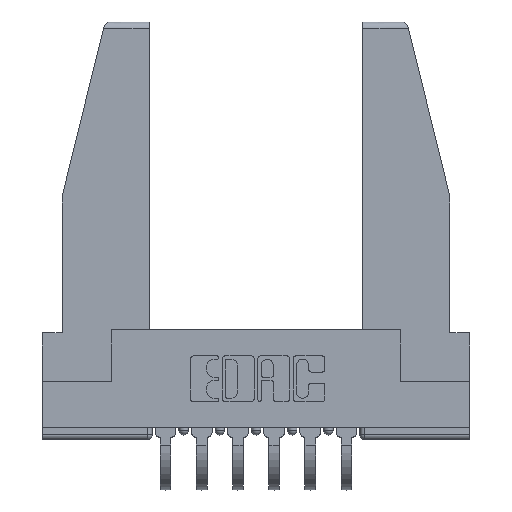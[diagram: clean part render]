
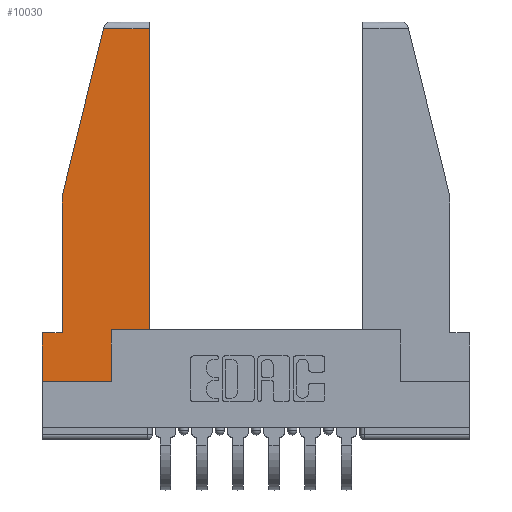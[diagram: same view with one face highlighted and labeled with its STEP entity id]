
A CAD part, top view. The second image highlights one B-rep face of the part: STEP entity #10030.
In plain terms, the highlighted planar face has unit normal (0, 0, 1).
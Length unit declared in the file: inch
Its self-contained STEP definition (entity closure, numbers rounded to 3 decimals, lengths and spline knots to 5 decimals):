
#123 = CARTESIAN_POINT ( 'NONE',  ( 0.461, 0.223, 0. ) ) ;
#161 = LINE ( 'NONE', #8598, #6824 ) ;
#165 = DIRECTION ( 'NONE',  ( -1., 0., 0. ) ) ;
#171 = DIRECTION ( 'NONE',  ( 1., 0., 0. ) ) ;
#249 = DIRECTION ( 'NONE',  ( -1., 0., 0. ) ) ;
#296 = VECTOR ( 'NONE', #249, 39.37008 ) ;
#373 = CARTESIAN_POINT ( 'NONE',  ( 0.086, 0.8, 0. ) ) ;
#513 = LINE ( 'NONE', #373, #4411 ) ;
#523 = EDGE_CURVE ( 'NONE', #10035, #5237, #3239, .T. ) ;
#578 = LINE ( 'NONE', #13107, #9030 ) ;
#971 = EDGE_CURVE ( 'NONE', #11186, #12122, #2122, .T. ) ;
#1310 = DIRECTION ( 'NONE',  ( 0., -1., 0. ) ) ;
#1349 = FACE_OUTER_BOUND ( 'NONE', #9385, .T. ) ;
#1550 = ORIENTED_EDGE ( 'NONE', *, *, #1768, .T. ) ;
#1741 = DIRECTION ( 'NONE',  ( 0., 1., 0. ) ) ;
#1768 = EDGE_CURVE ( 'NONE', #12122, #6055, #12935, .T. ) ;
#2122 = LINE ( 'NONE', #2188, #296 ) ;
#2188 = CARTESIAN_POINT ( 'NONE',  ( 0., 0.21, 0. ) ) ;
#2197 = ORIENTED_EDGE ( 'NONE', *, *, #8784, .T. ) ;
#2335 = CARTESIAN_POINT ( 'NONE',  ( 0., 0.21, 0. ) ) ;
#2450 = CARTESIAN_POINT ( 'NONE',  ( 0.086, 0.21, 0. ) ) ;
#2798 = CARTESIAN_POINT ( 'NONE',  ( 0.297, 0., 0. ) ) ;
#3191 = CARTESIAN_POINT ( 'NONE',  ( 0., 0.21, 0. ) ) ;
#3239 = LINE ( 'NONE', #10787, #12039 ) ;
#3465 = VERTEX_POINT ( 'NONE', #4402 ) ;
#4321 = CARTESIAN_POINT ( 'NONE',  ( 0., 0., 0. ) ) ;
#4402 = CARTESIAN_POINT ( 'NONE',  ( 0.461, 1.52, 0. ) ) ;
#4411 = VECTOR ( 'NONE', #8810, 39.37008 ) ;
#4431 = EDGE_CURVE ( 'NONE', #6055, #7113, #8802, .T. ) ;
#4778 = ORIENTED_EDGE ( 'NONE', *, *, #4431, .T. ) ;
#5192 = VERTEX_POINT ( 'NONE', #11560 ) ;
#5237 = VERTEX_POINT ( 'NONE', #10568 ) ;
#5249 = VERTEX_POINT ( 'NONE', #123 ) ;
#5491 = DIRECTION ( 'NONE',  ( 0., 0., 1. ) ) ;
#6055 = VERTEX_POINT ( 'NONE', #7539 ) ;
#6462 = LINE ( 'NONE', #9654, #9283 ) ;
#6514 = EDGE_CURVE ( 'NONE', #7113, #5192, #12989, .T. ) ;
#6824 = VECTOR ( 'NONE', #12829, 39.37008 ) ;
#7113 = VERTEX_POINT ( 'NONE', #2798 ) ;
#7539 = CARTESIAN_POINT ( 'NONE',  ( 0., 0., 0. ) ) ;
#8267 = ORIENTED_EDGE ( 'NONE', *, *, #13146, .T. ) ;
#8598 = CARTESIAN_POINT ( 'NONE',  ( 0.297, 0.223, 0. ) ) ;
#8784 = EDGE_CURVE ( 'NONE', #3465, #10035, #6462, .T. ) ;
#8802 = LINE ( 'NONE', #10972, #10914 ) ;
#8810 = DIRECTION ( 'NONE',  ( 0., -1., 0. ) ) ;
#8823 = EDGE_CURVE ( 'NONE', #5237, #11186, #513, .T. ) ;
#9030 = VECTOR ( 'NONE', #1741, 39.37008 ) ;
#9283 = VECTOR ( 'NONE', #165, 39.37008 ) ;
#9385 = EDGE_LOOP ( 'NONE', ( #8267, #2197, #12775, #13395, #10852, #1550, #4778, #11584, #12064 ) ) ;
#9506 = VECTOR ( 'NONE', #12051, 39.37008 ) ;
#9542 = AXIS2_PLACEMENT_3D ( 'NONE', #4321, #5491, #171 ) ;
#9654 = CARTESIAN_POINT ( 'NONE',  ( 0., 1.52, 0. ) ) ;
#9991 = DIRECTION ( 'NONE',  ( 1., 0., 0. ) ) ;
#10030 = ADVANCED_FACE ( 'NONE', ( #1349 ), #11755, .T. ) ;
#10035 = VERTEX_POINT ( 'NONE', #11882 ) ;
#10433 = VECTOR ( 'NONE', #1310, 39.37008 ) ;
#10568 = CARTESIAN_POINT ( 'NONE',  ( 0.086, 0.8, 0. ) ) ;
#10660 = DIRECTION ( 'NONE',  ( -0.239, -0.971, 0. ) ) ;
#10787 = CARTESIAN_POINT ( 'NONE',  ( 0.271, 1.55, 0. ) ) ;
#10852 = ORIENTED_EDGE ( 'NONE', *, *, #971, .T. ) ;
#10914 = VECTOR ( 'NONE', #9991, 39.37008 ) ;
#10972 = CARTESIAN_POINT ( 'NONE',  ( 0., 0., 0. ) ) ;
#11186 = VERTEX_POINT ( 'NONE', #2450 ) ;
#11560 = CARTESIAN_POINT ( 'NONE',  ( 0.297, 0.223, 0. ) ) ;
#11584 = ORIENTED_EDGE ( 'NONE', *, *, #6514, .T. ) ;
#11738 = EDGE_CURVE ( 'NONE', #5192, #5249, #161, .T. ) ;
#11755 = PLANE ( 'NONE',  #9542 ) ;
#11882 = CARTESIAN_POINT ( 'NONE',  ( 0.2636, 1.52, 0. ) ) ;
#12039 = VECTOR ( 'NONE', #10660, 39.37008 ) ;
#12051 = DIRECTION ( 'NONE',  ( 0., 1., 0. ) ) ;
#12064 = ORIENTED_EDGE ( 'NONE', *, *, #11738, .T. ) ;
#12122 = VERTEX_POINT ( 'NONE', #3191 ) ;
#12775 = ORIENTED_EDGE ( 'NONE', *, *, #523, .T. ) ;
#12829 = DIRECTION ( 'NONE',  ( 1., 0., 0. ) ) ;
#12930 = CARTESIAN_POINT ( 'NONE',  ( 0.297, 0., 0. ) ) ;
#12935 = LINE ( 'NONE', #2335, #10433 ) ;
#12989 = LINE ( 'NONE', #12930, #9506 ) ;
#13107 = CARTESIAN_POINT ( 'NONE',  ( 0.461, 0.223, 0. ) ) ;
#13146 = EDGE_CURVE ( 'NONE', #5249, #3465, #578, .T. ) ;
#13395 = ORIENTED_EDGE ( 'NONE', *, *, #8823, .T. ) ;
